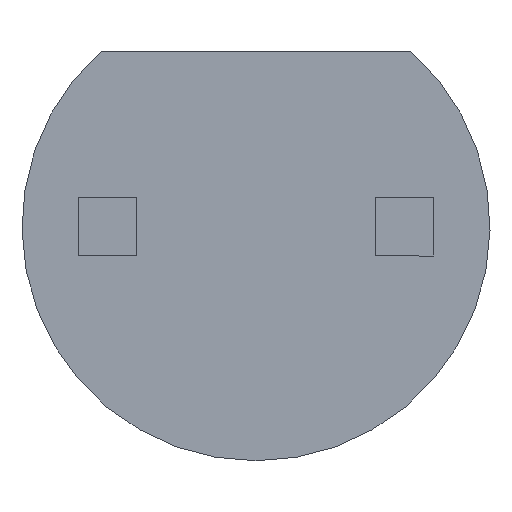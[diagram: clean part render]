
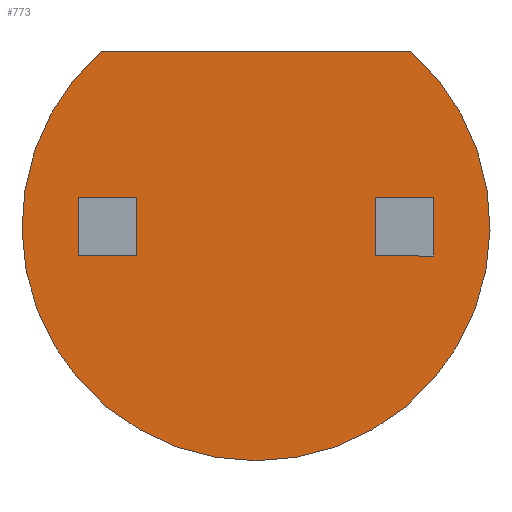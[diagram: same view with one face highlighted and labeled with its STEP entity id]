
A CAD part, front view. The second image highlights one B-rep face of the part: STEP entity #773.
In plain terms, the highlighted planar face has unit normal (0, -1, 0).
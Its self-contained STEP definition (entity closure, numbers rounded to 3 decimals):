
#14 = DIRECTION ( 'NONE',  ( 0., -1., 0. ) ) ;
#165 = DIRECTION ( 'NONE',  ( 0., 0., -1. ) ) ;
#185 = ORIENTED_EDGE ( 'NONE', *, *, #606, .F. ) ;
#228 = VERTEX_POINT ( 'NONE', #509 ) ;
#254 = AXIS2_PLACEMENT_3D ( 'NONE', #583, #319, #313 ) ;
#293 = ORIENTED_EDGE ( 'NONE', *, *, #809, .F. ) ;
#306 = DIRECTION ( 'NONE',  ( 0., 1., 0. ) ) ;
#313 = DIRECTION ( 'NONE',  ( 0., 0., 1. ) ) ;
#319 = DIRECTION ( 'NONE',  ( 0., 1., 0. ) ) ;
#342 = DIRECTION ( 'NONE',  ( 0., 0., 1. ) ) ;
#346 = CARTESIAN_POINT ( 'NONE',  ( -1.323, 0., 1.5 ) ) ;
#384 = DIRECTION ( 'NONE',  ( 1., 0., 0. ) ) ;
#388 = FACE_OUTER_BOUND ( 'NONE', #654, .T. ) ;
#458 = CARTESIAN_POINT ( 'NONE',  ( 1.323, 0., 1.5 ) ) ;
#479 = AXIS2_PLACEMENT_3D ( 'NONE', #795, #14, #165 ) ;
#489 = CIRCLE ( 'NONE', #254, 2. ) ;
#509 = CARTESIAN_POINT ( 'NONE',  ( 0., 0., -2. ) ) ;
#511 = PLANE ( 'NONE',  #479 ) ;
#533 = EDGE_CURVE ( 'NONE', #903, #559, #738, .T. ) ;
#559 = VERTEX_POINT ( 'NONE', #458 ) ;
#583 = CARTESIAN_POINT ( 'NONE',  ( 0., 0., 0. ) ) ;
#606 = EDGE_CURVE ( 'NONE', #228, #903, #651, .T. ) ;
#646 = CARTESIAN_POINT ( 'NONE',  ( 0., 0., 0. ) ) ;
#650 = VECTOR ( 'NONE', #384, 1000. ) ;
#651 = CIRCLE ( 'NONE', #695, 2. ) ;
#654 = EDGE_LOOP ( 'NONE', ( #784, #185, #293 ) ) ;
#695 = AXIS2_PLACEMENT_3D ( 'NONE', #646, #306, #342 ) ;
#738 = LINE ( 'NONE', #854, #650 ) ;
#773 = ADVANCED_FACE ( 'NONE', ( #388 ), #511, .T. ) ;
#784 = ORIENTED_EDGE ( 'NONE', *, *, #533, .F. ) ;
#795 = CARTESIAN_POINT ( 'NONE',  ( 0., 0., 0. ) ) ;
#809 = EDGE_CURVE ( 'NONE', #559, #228, #489, .T. ) ;
#854 = CARTESIAN_POINT ( 'NONE',  ( -1.323, 0., 1.5 ) ) ;
#903 = VERTEX_POINT ( 'NONE', #346 ) ;
